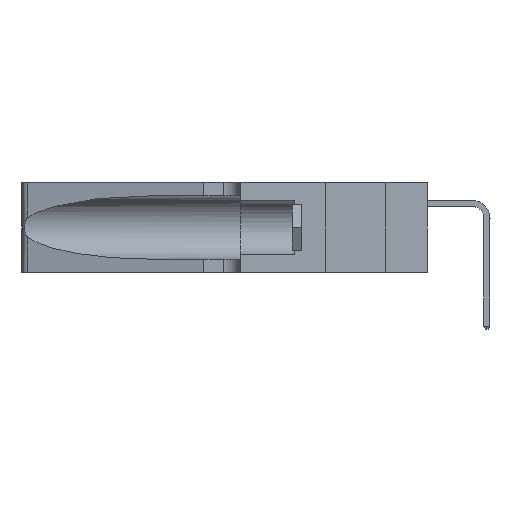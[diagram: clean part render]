
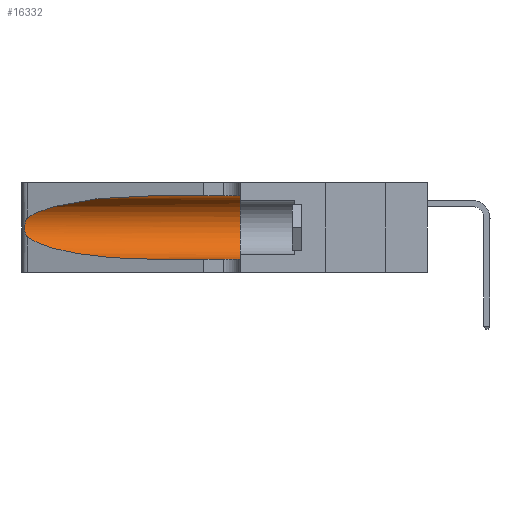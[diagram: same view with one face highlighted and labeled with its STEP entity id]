
A CAD part, left-side view. The second image highlights one B-rep face of the part: STEP entity #16332.
In plain terms, the highlighted cylindrical face has radius 3.308 mm (diameter 6.617 mm), a partial arc.
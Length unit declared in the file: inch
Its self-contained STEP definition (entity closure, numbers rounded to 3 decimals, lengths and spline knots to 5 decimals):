
#702 = CARTESIAN_POINT ( 'NONE',  ( 0.1305, 0.35, 0.185 ) ) ;
#1126 = VECTOR ( 'NONE', #2581, 39.37008 ) ;
#1209 = CARTESIAN_POINT ( 'NONE',  ( 0.18966, 0.96281, 0.05475 ) ) ;
#1397 = EDGE_CURVE ( 'NONE', #13412, #18009, #18645, .T. ) ;
#1408 = CARTESIAN_POINT ( 'NONE',  ( 0.25856, 1.23593, 0.16098 ) ) ;
#1663 = EDGE_CURVE ( 'NONE', #17930, #11112, #9305, .T. ) ;
#2175 = AXIS2_PLACEMENT_3D ( 'NONE', #9444, #2353, #19927 ) ;
#2259 = CIRCLE ( 'NONE', #20874, 0.13025 ) ;
#2353 = DIRECTION ( 'NONE',  ( 0., -1., 0. ) ) ;
#2541 = DIRECTION ( 'NONE',  ( 0., 0., 1. ) ) ;
#2581 = DIRECTION ( 'NONE',  ( 0., -1., 0. ) ) ;
#2589 = CARTESIAN_POINT ( 'NONE',  ( 0.26017, 1.23833, 0.17102 ) ) ;
#2624 = CARTESIAN_POINT ( 'NONE',  ( 0.26075, 1.23896, 0.178 ) ) ;
#3330 = CARTESIAN_POINT ( 'NONE',  ( 0.25555, 1.22993, 0.14849 ) ) ;
#3667 = ORIENTED_EDGE ( 'NONE', *, *, #1397, .T. ) ;
#4008 = VECTOR ( 'NONE', #19126, 39.37008 ) ;
#4400 = EDGE_CURVE ( 'NONE', #19488, #5500, #15835, .T. ) ;
#5197 = EDGE_CURVE ( 'NONE', #18009, #19488, #22691, .T. ) ;
#5500 = VERTEX_POINT ( 'NONE', #14466 ) ;
#7181 = CARTESIAN_POINT ( 'NONE',  ( 0.1305, 0.72297, 0.31525 ) ) ;
#8963 = CARTESIAN_POINT ( 'NONE',  ( 0.18966, 0.96281, 0.31525 ) ) ;
#9097 = CYLINDRICAL_SURFACE ( 'NONE', #2175, 0.13025 ) ;
#9136 = CARTESIAN_POINT ( 'NONE',  ( 0.25487, 1.22718, 0.14631 ) ) ;
#9300 = CARTESIAN_POINT ( 'NONE',  ( 0.25787, 1.23484, 0.2124 ) ) ;
#9305 = LINE ( 'NONE', #19146, #4008 ) ;
#9444 = CARTESIAN_POINT ( 'NONE',  ( 0.1305, 1.61858, 0.185 ) ) ;
#9625 = FACE_OUTER_BOUND ( 'NONE', #21940, .T. ) ;
#9662 = CARTESIAN_POINT ( 'NONE',  ( 0.26075, 1.23896, 0.19203 ) ) ;
#9695 = CARTESIAN_POINT ( 'NONE',  ( 0.25555, 1.22994, 0.2215 ) ) ;
#9742 = CARTESIAN_POINT ( 'NONE',  ( 0.26018, 1.23835, 0.19895 ) ) ;
#9746 = CARTESIAN_POINT ( 'NONE',  ( 0.25854, 1.2359, 0.20912 ) ) ;
#9797 =( BOUNDED_CURVE ( )  B_SPLINE_CURVE ( 3, ( #7181, #8963, #21178, #10697 ),
 .UNSPECIFIED., .F., .T. ) 
 B_SPLINE_CURVE_WITH_KNOTS ( ( 4, 4 ),
 ( 1.5708, 2.84003 ),
 .UNSPECIFIED. ) 
 CURVE ( )  GEOMETRIC_REPRESENTATION_ITEM ( )  RATIONAL_B_SPLINE_CURVE ( ( 1., 0.87, 0.87, 1. ) ) 
 REPRESENTATION_ITEM ( '' )  );
#10090 = CARTESIAN_POINT ( 'NONE',  ( 0.25487, 1.22718, 0.14631 ) ) ;
#10154 = CARTESIAN_POINT ( 'NONE',  ( 0.25639, 1.23184, 0.21858 ) ) ;
#10697 = CARTESIAN_POINT ( 'NONE',  ( 0.25487, 1.22718, 0.22369 ) ) ;
#11112 = VERTEX_POINT ( 'NONE', #19788 ) ;
#12211 = CARTESIAN_POINT ( 'NONE',  ( 0.1305, 0.72297, 0.31525 ) ) ;
#12339 = CARTESIAN_POINT ( 'NONE',  ( 0.25639, 1.23186, 0.15144 ) ) ;
#12412 = CARTESIAN_POINT ( 'NONE',  ( 0.25789, 1.23486, 0.15765 ) ) ;
#12531 = EDGE_CURVE ( 'NONE', #11112, #5500, #2259, .T. ) ;
#12809 = ORIENTED_EDGE ( 'NONE', *, *, #12531, .F. ) ;
#13163 = DIRECTION ( 'NONE',  ( 0., 1., 0. ) ) ;
#13412 = VERTEX_POINT ( 'NONE', #18942 ) ;
#13652 = CARTESIAN_POINT ( 'NONE',  ( 0.1305, 0.72297, 0.05475 ) ) ;
#14466 = CARTESIAN_POINT ( 'NONE',  ( 0.1305, 0.35, 0.05475 ) ) ;
#14954 = CARTESIAN_POINT ( 'NONE',  ( 0.1305, 1.61858, 0.05475 ) ) ;
#15650 = ORIENTED_EDGE ( 'NONE', *, *, #1663, .F. ) ;
#15835 = LINE ( 'NONE', #14954, #1126 ) ;
#16326 = CARTESIAN_POINT ( 'NONE',  ( 0.25487, 1.22718, 0.22369 ) ) ;
#16332 = ADVANCED_FACE ( 'NONE', ( #9625 ), #9097, .F. ) ;
#17930 = VERTEX_POINT ( 'NONE', #12211 ) ;
#18009 = VERTEX_POINT ( 'NONE', #19492 ) ;
#18425 = CARTESIAN_POINT ( 'NONE',  ( 0.1305, 0.72297, 0.05475 ) ) ;
#18429 = ORIENTED_EDGE ( 'NONE', *, *, #21656, .T. ) ;
#18645 = B_SPLINE_CURVE_WITH_KNOTS ( 'NONE', 3,
 ( #16326, #9695, #10154, #9300, #9746, #9742, #9662, #2624, #2589, #1408, #12412, #12339, #3330, #9136 ),
 .UNSPECIFIED., .F., .F.,
 ( 4, 2, 2, 2, 2, 2, 4 ),
 ( 0., 0.00027, 0.00053, 0.00107, 0.0016, 0.00187, 0.00214 ),
 .UNSPECIFIED. ) ;
#18942 = CARTESIAN_POINT ( 'NONE',  ( 0.25487, 1.22718, 0.22369 ) ) ;
#19126 = DIRECTION ( 'NONE',  ( 0., -1., 0. ) ) ;
#19146 = CARTESIAN_POINT ( 'NONE',  ( 0.1305, 1.61858, 0.31525 ) ) ;
#19488 = VERTEX_POINT ( 'NONE', #18425 ) ;
#19492 = CARTESIAN_POINT ( 'NONE',  ( 0.25487, 1.22718, 0.14631 ) ) ;
#19788 = CARTESIAN_POINT ( 'NONE',  ( 0.1305, 0.35, 0.31525 ) ) ;
#19927 = DIRECTION ( 'NONE',  ( 0., 0., -1. ) ) ;
#20874 = AXIS2_PLACEMENT_3D ( 'NONE', #702, #13163, #2541 ) ;
#21178 = CARTESIAN_POINT ( 'NONE',  ( 0.2373, 1.15595, 0.28018 ) ) ;
#21656 = EDGE_CURVE ( 'NONE', #17930, #13412, #9797, .T. ) ;
#21940 = EDGE_LOOP ( 'NONE', ( #18429, #3667, #22612, #22379, #12809, #15650 ) ) ;
#22330 = CARTESIAN_POINT ( 'NONE',  ( 0.2373, 1.15595, 0.08982 ) ) ;
#22379 = ORIENTED_EDGE ( 'NONE', *, *, #4400, .T. ) ;
#22612 = ORIENTED_EDGE ( 'NONE', *, *, #5197, .T. ) ;
#22691 =( BOUNDED_CURVE ( )  B_SPLINE_CURVE ( 3, ( #10090, #22330, #1209, #13652 ),
 .UNSPECIFIED., .F., .F. ) 
 B_SPLINE_CURVE_WITH_KNOTS ( ( 4, 4 ),
 ( 3.44316, 4.71239 ),
 .UNSPECIFIED. ) 
 CURVE ( )  GEOMETRIC_REPRESENTATION_ITEM ( )  RATIONAL_B_SPLINE_CURVE ( ( 1., 0.87, 0.87, 1. ) ) 
 REPRESENTATION_ITEM ( '' )  );
